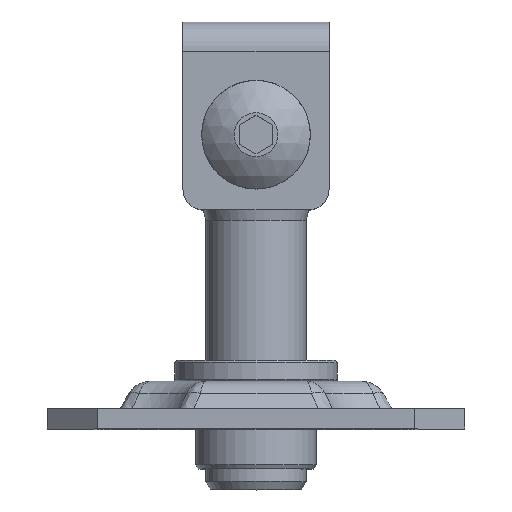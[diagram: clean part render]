
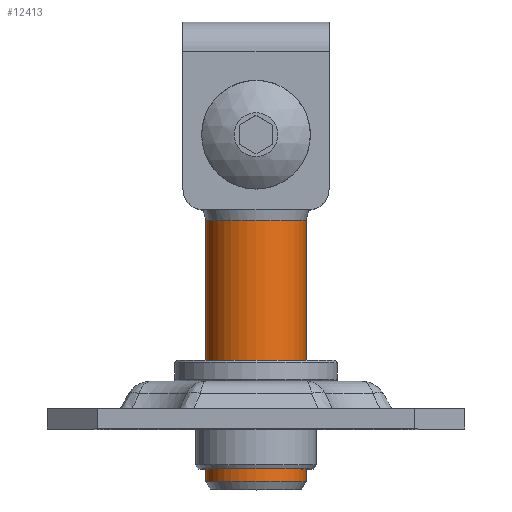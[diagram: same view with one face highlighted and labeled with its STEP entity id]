
A CAD part, top view. The second image highlights one B-rep face of the part: STEP entity #12413.
In plain terms, the highlighted cylindrical face has radius 12 mm (diameter 24 mm), a full revolution.
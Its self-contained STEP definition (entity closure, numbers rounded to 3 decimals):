
#168=CYLINDRICAL_SURFACE('',#13305,12.);
#243=LINE('',#18444,#1665);
#1665=VECTOR('',#14265,12.);
#3725=FACE_OUTER_BOUND('',#4426,.T.);
#4426=EDGE_LOOP('',(#8802,#8803,#8804,#8805));
#5355=CIRCLE('',#13304,12.);
#5356=CIRCLE('',#13306,12.);
#5599=VERTEX_POINT('',#18438);
#5600=VERTEX_POINT('',#18442);
#6859=EDGE_CURVE('',#5599,#5599,#5355,.T.);
#6860=EDGE_CURVE('',#5600,#5600,#5356,.T.);
#6861=EDGE_CURVE('',#5600,#5599,#243,.T.);
#8802=ORIENTED_EDGE('',*,*,#6860,.T.);
#8803=ORIENTED_EDGE('',*,*,#6861,.T.);
#8804=ORIENTED_EDGE('',*,*,#6859,.F.);
#8805=ORIENTED_EDGE('',*,*,#6861,.F.);
#12413=ADVANCED_FACE('',(#3725),#168,.T.);
#13304=AXIS2_PLACEMENT_3D('',#18440,#14259,#14260);
#13305=AXIS2_PLACEMENT_3D('',#18441,#14261,#14262);
#13306=AXIS2_PLACEMENT_3D('',#18443,#14263,#14264);
#14259=DIRECTION('center_axis',(0.,-1.,0.));
#14260=DIRECTION('ref_axis',(1.,0.,0.));
#14261=DIRECTION('center_axis',(0.,1.,0.));
#14262=DIRECTION('ref_axis',(1.,0.,0.));
#14263=DIRECTION('center_axis',(0.,-1.,0.));
#14264=DIRECTION('ref_axis',(1.,0.,0.));
#14265=DIRECTION('',(0.,-1.,0.));
#18438=CARTESIAN_POINT('',(-12.,-83.,0.));
#18440=CARTESIAN_POINT('Origin',(0.,-83.,0.));
#18441=CARTESIAN_POINT('Origin',(0.,-85.,0.));
#18442=CARTESIAN_POINT('',(-12.,-20.5,0.));
#18443=CARTESIAN_POINT('Origin',(0.,-20.5,0.));
#18444=CARTESIAN_POINT('',(-12.,-85.,0.));
